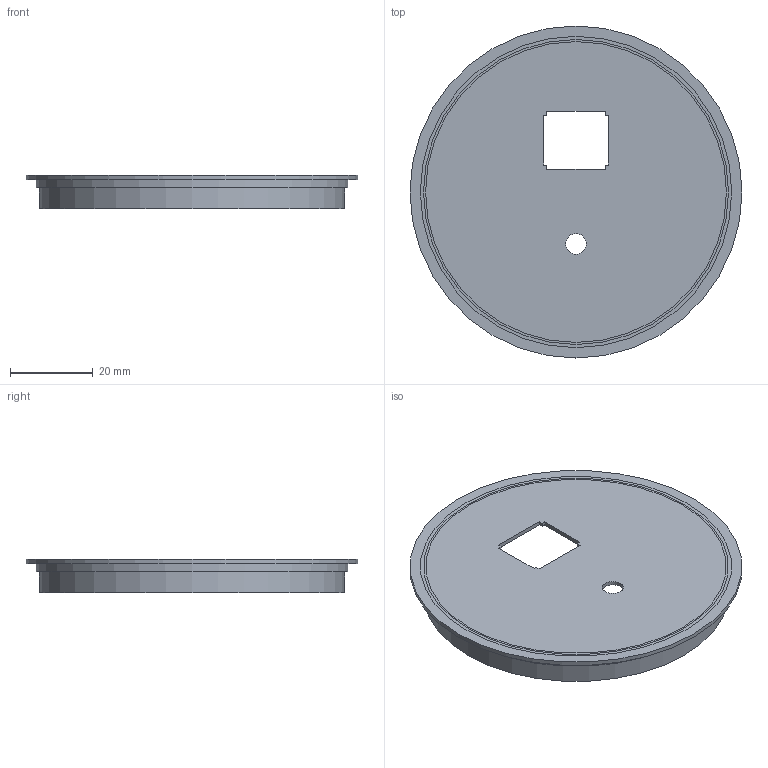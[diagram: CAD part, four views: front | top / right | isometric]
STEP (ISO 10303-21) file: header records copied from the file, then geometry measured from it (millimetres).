
FILE_DESCRIPTION(/* description */ ('STEP AP242','CAx-IF Rec.Pracs.---Representation and Presentation of Product Manufacturing Information (PMI)---4.0---2014-10-13','CAx-IF Rec.Pracs.---3D Tessellated Geometry---0.4---2014-09-14','2;1'),/* implementation_level */ '2;1');
FILE_NAME(/* name */ '679adbdd8aaab83daf0d0222',/* time_stamp */ '2025-01-30T01:54:38Z',/* author */ (''),/* organization */ (''),/* preprocessor_version */ 'ST-DEVELOPER v20',/* originating_system */ 'ONSHAPE BY PTC INC, 1.192',/* authorisation */ ' ');
FILE_SCHEMA (('AP242_MANAGED_MODEL_BASED_3D_ENGINEERING_MIM_LF { 1 0 10303 442 1 1 4 }'));
Length unit declared in the file: metre
Products named in the file (8): Assembly 2; Part 10; Part 9; Part 7; Part 4; Part 5; Part 8; Part 6
Assembly tree (7 placements, depth 2):
  Assembly 2
    Part 10
    Part 9
    Part 7
    Part 4
    Part 5
    Part 8
    Part 6
Bounding box: 80 x 80 x 8 mm (x, y, z)
Volume: 6059 mm3; surface area: 16483.1 mm2
Topology: 7 solids, 7 shells, 40 faces, 78 edges, 52 vertices
Faces by surface type: plane 26, cylinder 14
Full cylindrical faces by diameter (mm): 5 x1, 72.5 x3, 73.5 x6, 75 x3, 80 x1
Entity records: 1195 total; most frequent: DIRECTION 188, CARTESIAN_POINT 164, ORIENTED_EDGE 128, AXIS2_PLACEMENT_3D 76, EDGE_LOOP 70, FACE_BOUND 70, EDGE_CURVE 64, VERTEX_POINT 52
